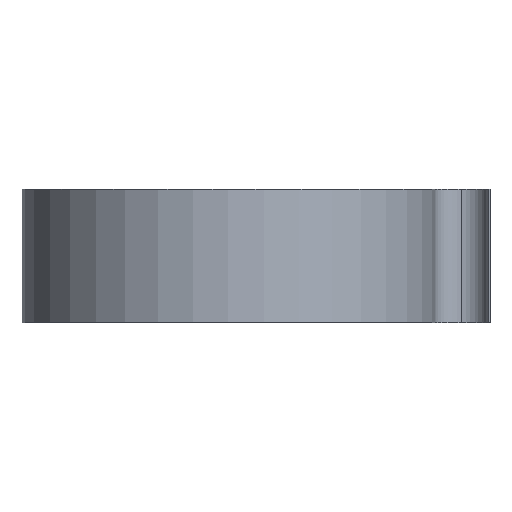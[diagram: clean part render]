
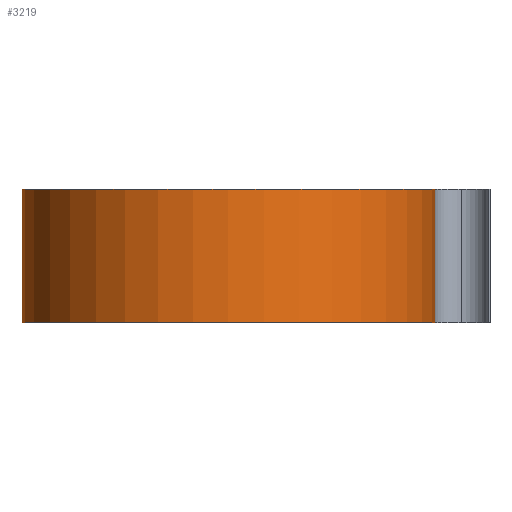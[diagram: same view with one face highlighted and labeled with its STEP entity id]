
A CAD part, top view. The second image highlights one B-rep face of the part: STEP entity #3219.
In plain terms, the highlighted cylindrical face has radius 15.5 mm (diameter 31 mm), a partial arc.
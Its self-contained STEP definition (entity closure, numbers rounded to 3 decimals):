
#590 = DIRECTION ( 'NONE',  ( 0., -1., 0. ) ) ;
#656 = CIRCLE ( 'NONE', #3016, 15.5 ) ;
#662 = DIRECTION ( 'NONE',  ( 0., -1., 0. ) ) ;
#723 = EDGE_CURVE ( 'NONE', #4491, #3412, #3038, .T. ) ;
#851 = ORIENTED_EDGE ( 'NONE', *, *, #3311, .T. ) ;
#1078 = CIRCLE ( 'NONE', #4125, 15.5 ) ;
#1149 = EDGE_LOOP ( 'NONE', ( #851, #3640, #4882, #4478 ) ) ;
#1416 = CYLINDRICAL_SURFACE ( 'NONE', #2759, 15.5 ) ;
#1447 = VERTEX_POINT ( 'NONE', #2873 ) ;
#1904 = DIRECTION ( 'NONE',  ( 0., -1., 0. ) ) ;
#2104 = DIRECTION ( 'NONE',  ( 0., 1., 0. ) ) ;
#2125 = CARTESIAN_POINT ( 'NONE',  ( 0., 10., 0. ) ) ;
#2194 = LINE ( 'NONE', #4282, #3695 ) ;
#2276 = FACE_OUTER_BOUND ( 'NONE', #1149, .T. ) ;
#2284 = CARTESIAN_POINT ( 'NONE',  ( 15.5, 10., 0. ) ) ;
#2600 = CARTESIAN_POINT ( 'NONE',  ( -15.5, 0., 0. ) ) ;
#2620 = DIRECTION ( 'NONE',  ( 0., 0., -1. ) ) ;
#2759 = AXIS2_PLACEMENT_3D ( 'NONE', #3106, #590, #2620 ) ;
#2806 = DIRECTION ( 'NONE',  ( 0., 1., 0. ) ) ;
#2873 = CARTESIAN_POINT ( 'NONE',  ( -15.5, 10., 0. ) ) ;
#2952 = DIRECTION ( 'NONE',  ( 1., 0., 0. ) ) ;
#3016 = AXIS2_PLACEMENT_3D ( 'NONE', #4340, #2806, #4791 ) ;
#3038 = LINE ( 'NONE', #2284, #3565 ) ;
#3106 = CARTESIAN_POINT ( 'NONE',  ( 0., 10., 0. ) ) ;
#3219 = ADVANCED_FACE ( 'NONE', ( #2276 ), #1416, .T. ) ;
#3311 = EDGE_CURVE ( 'NONE', #4399, #3412, #656, .T. ) ;
#3412 = VERTEX_POINT ( 'NONE', #3754 ) ;
#3565 = VECTOR ( 'NONE', #662, 1000. ) ;
#3640 = ORIENTED_EDGE ( 'NONE', *, *, #723, .F. ) ;
#3695 = VECTOR ( 'NONE', #1904, 1000. ) ;
#3754 = CARTESIAN_POINT ( 'NONE',  ( 15.5, 0., 0. ) ) ;
#4125 = AXIS2_PLACEMENT_3D ( 'NONE', #2125, #2104, #2952 ) ;
#4282 = CARTESIAN_POINT ( 'NONE',  ( -15.5, 10., 0. ) ) ;
#4340 = CARTESIAN_POINT ( 'NONE',  ( 0., 0., 0. ) ) ;
#4399 = VERTEX_POINT ( 'NONE', #2600 ) ;
#4478 = ORIENTED_EDGE ( 'NONE', *, *, #4783, .T. ) ;
#4491 = VERTEX_POINT ( 'NONE', #4708 ) ;
#4690 = EDGE_CURVE ( 'NONE', #1447, #4491, #1078, .T. ) ;
#4708 = CARTESIAN_POINT ( 'NONE',  ( 15.5, 10., 0. ) ) ;
#4783 = EDGE_CURVE ( 'NONE', #1447, #4399, #2194, .T. ) ;
#4791 = DIRECTION ( 'NONE',  ( 1., 0., 0. ) ) ;
#4882 = ORIENTED_EDGE ( 'NONE', *, *, #4690, .F. ) ;
